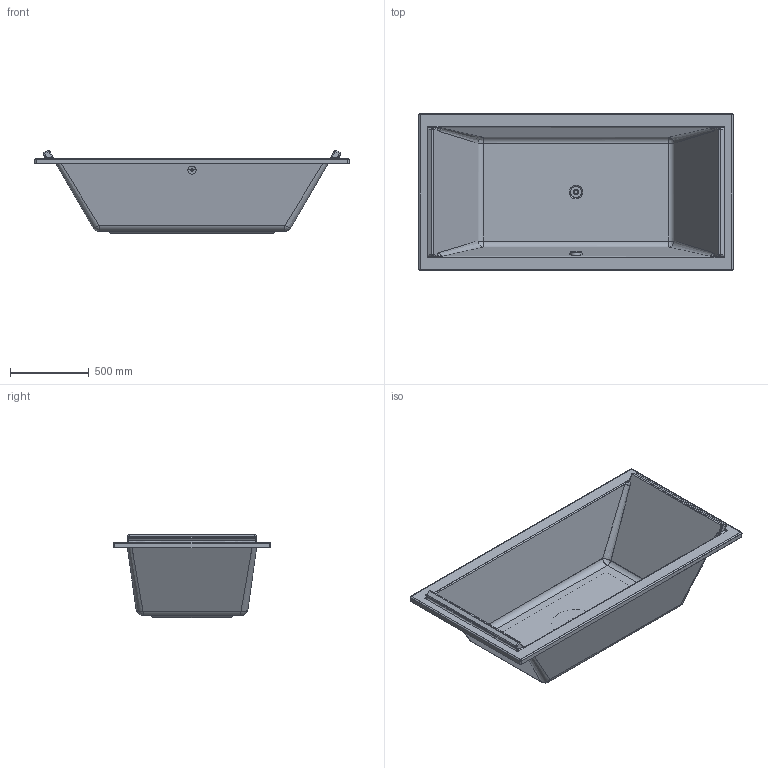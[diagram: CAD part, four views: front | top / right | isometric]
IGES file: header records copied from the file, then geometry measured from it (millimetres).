
Global section: file name: No Iges File Name specified; native system: Autodesk Inventor 2011; preprocessor: AutoDesk Inventor Iges Exporter R2011; author: Administrator; date: 20130628.090216; units: millimetre
Bounding box: 2000 x 1000 x 532.07 mm (x, y, z)
Volume: 26127774.4 mm3; surface area: 8715547.6 mm2
Topology: 4 solids, 4 shells, 394 faces, 993 edges, 577 vertices
Faces by surface type: plane 135, revolution 99, bspline 84, cylinder 50, sphere 14, cone 8, torus 4
